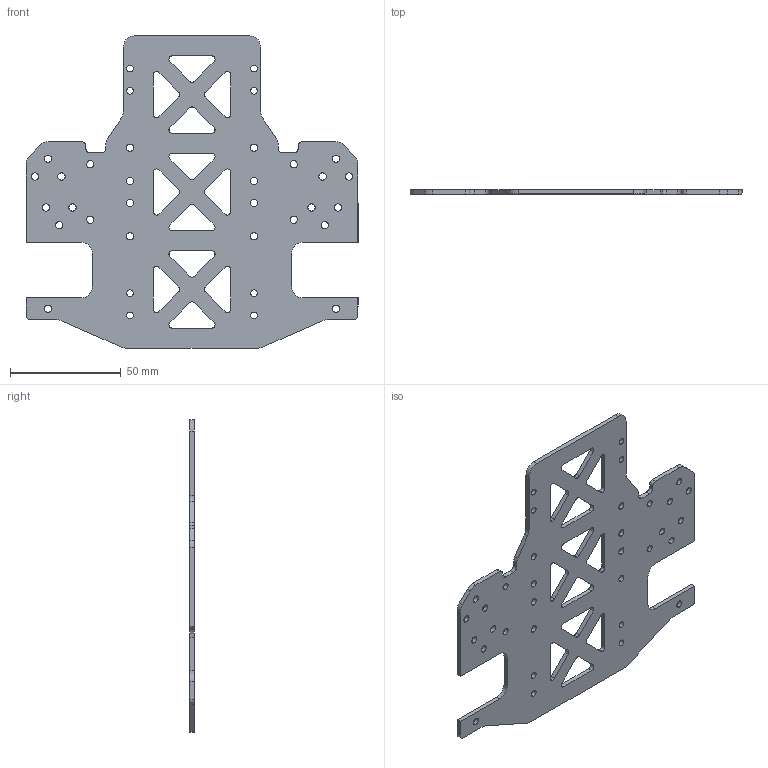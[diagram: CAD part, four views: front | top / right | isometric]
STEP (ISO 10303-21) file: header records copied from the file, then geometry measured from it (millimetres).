
FILE_DESCRIPTION (( 'STEP AP214' ), '1' );
FILE_NAME ('菁啣-抯啣.STEP', '2025-08-28T03:55:17', ( '' ), ( '' ), 'SwSTEP 2.0', 'SolidWorks 2018', '' );
FILE_SCHEMA (( 'AUTOMOTIVE_DESIGN' ));
Length unit declared in the file: millimetre
Products named in the file (1): 菁啣-抯啣
Bounding box: 150 x 2 x 141 mm (x, y, z)
Volume: 25099.7 mm3; surface area: 28371 mm2
Topology: 1 solids, 1 shells, 207 faces, 615 edges, 410 vertices
Faces by surface type: cylinder 139, plane 68
Entity records: 7285 total; most frequent: DIRECTION 1309, CARTESIAN_POINT 1233, ORIENTED_EDGE 1230, EDGE_CURVE 615, AXIS2_PLACEMENT_3D 486, VERTEX_POINT 410, VECTOR 337, LINE 337
